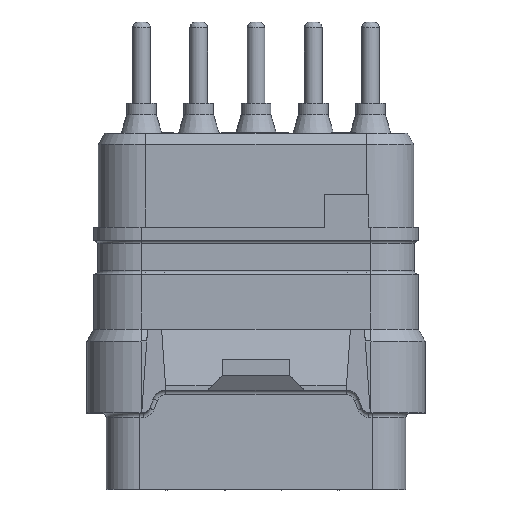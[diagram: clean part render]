
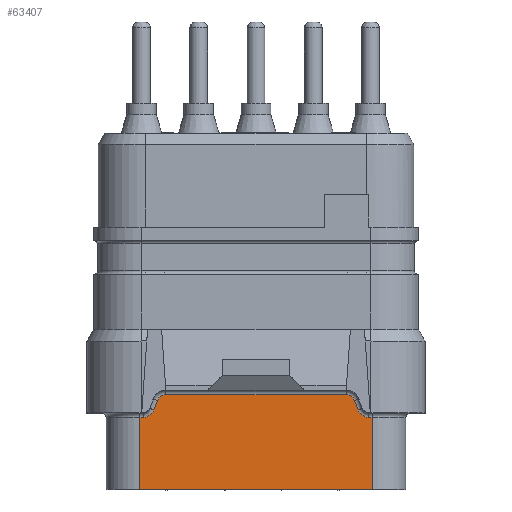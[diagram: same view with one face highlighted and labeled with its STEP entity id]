
A CAD part, top view. The second image highlights one B-rep face of the part: STEP entity #63407.
In plain terms, the highlighted planar face has unit normal (0, 0, 1).
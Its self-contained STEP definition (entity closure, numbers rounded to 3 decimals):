
#9922=DIRECTION('',(-1.,0.,0.));
#9923=VECTOR('',#9922,0.15);
#9924=CARTESIAN_POINT('',(5.15,-1.2,5.775));
#9925=LINE('',#9924,#9923);
#9926=DIRECTION('',(0.,-1.,0.));
#9927=VECTOR('',#9926,3.2);
#9928=CARTESIAN_POINT('',(5.15,-1.2,5.775));
#9929=LINE('',#9928,#9927);
#9930=DIRECTION('',(-1.,0.,0.));
#9931=VECTOR('',#9930,0.15);
#9932=CARTESIAN_POINT('',(-5.,-1.2,5.775));
#9933=LINE('',#9932,#9931);
#9934=CARTESIAN_POINT('',(-5.,-0.7,5.775));
#9935=DIRECTION('',(0.,0.,-1.));
#9936=DIRECTION('',(0.935,-0.354,0.));
#9937=AXIS2_PLACEMENT_3D('',#9934,#9935,#9936);
#9939=DIRECTION('',(-0.354,-0.935,0.));
#9940=VECTOR('',#9939,0.447);
#9941=CARTESIAN_POINT('',(-4.374,-0.459,5.775));
#9942=LINE('',#9941,#9940);
#9943=CARTESIAN_POINT('',(-4.,-0.6,5.775));
#9944=DIRECTION('',(0.,0.,1.));
#9945=DIRECTION('',(0.,1.,0.));
#9946=AXIS2_PLACEMENT_3D('',#9943,#9944,#9945);
#9948=DIRECTION('',(-1.,0.,0.));
#9949=VECTOR('',#9948,8.);
#9950=CARTESIAN_POINT('',(4.,-0.2,5.775));
#9951=LINE('',#9950,#9949);
#9952=CARTESIAN_POINT('',(4.,-0.6,5.775));
#9953=DIRECTION('',(0.,0.,1.));
#9954=DIRECTION('',(0.935,0.354,0.));
#9955=AXIS2_PLACEMENT_3D('',#9952,#9953,#9954);
#9957=DIRECTION('',(-0.354,0.935,0.));
#9958=VECTOR('',#9957,0.447);
#9959=CARTESIAN_POINT('',(4.532,-0.877,5.775));
#9960=LINE('',#9959,#9958);
#9961=CARTESIAN_POINT('',(5.,-0.7,5.775));
#9962=DIRECTION('',(0.,0.,-1.));
#9963=DIRECTION('',(0.,-1.,0.));
#9964=AXIS2_PLACEMENT_3D('',#9961,#9962,#9963);
#10058=DIRECTION('',(0.,-1.,0.));
#10059=VECTOR('',#10058,3.2);
#10060=CARTESIAN_POINT('',(-5.15,-1.2,5.775));
#10061=LINE('',#10060,#10059);
#10085=DIRECTION('',(-1.,0.,0.));
#10086=VECTOR('',#10085,10.3);
#10087=CARTESIAN_POINT('',(5.15,-4.4,5.775));
#10088=LINE('',#10087,#10086);
#40532=CARTESIAN_POINT('',(5.15,-4.4,5.775));
#40533=VERTEX_POINT('',#40532);
#40534=CARTESIAN_POINT('',(-5.15,-4.4,5.775));
#40535=VERTEX_POINT('',#40534);
#40668=CARTESIAN_POINT('',(5.15,-1.2,5.775));
#40669=CARTESIAN_POINT('',(5.,-1.2,5.775));
#40670=VERTEX_POINT('',#40668);
#40671=VERTEX_POINT('',#40669);
#40674=CARTESIAN_POINT('',(4.532,-0.877,5.775));
#40675=VERTEX_POINT('',#40674);
#40678=CARTESIAN_POINT('',(4.374,-0.459,5.775));
#40679=VERTEX_POINT('',#40678);
#40680=CARTESIAN_POINT('',(4.,-0.2,5.775));
#40681=VERTEX_POINT('',#40680);
#40682=CARTESIAN_POINT('',(-4.,-0.2,5.775));
#40683=VERTEX_POINT('',#40682);
#40684=CARTESIAN_POINT('',(-4.374,-0.459,5.775));
#40685=VERTEX_POINT('',#40684);
#40690=CARTESIAN_POINT('',(-4.532,-0.877,5.775));
#40691=VERTEX_POINT('',#40690);
#40694=CARTESIAN_POINT('',(-5.,-1.2,5.775));
#40695=VERTEX_POINT('',#40694);
#40698=CARTESIAN_POINT('',(-5.15,-1.2,5.775));
#40699=VERTEX_POINT('',#40698);
#63385=CARTESIAN_POINT('',(5.15,-1.,5.775));
#63386=DIRECTION('',(0.,0.,1.));
#63387=DIRECTION('',(-1.,0.,0.));
#63388=AXIS2_PLACEMENT_3D('',#63385,#63386,#63387);
#63389=PLANE('',#63388);
#63390=ORIENTED_EDGE('',*,*,#63033,.F.);
#63392=ORIENTED_EDGE('',*,*,#63391,.T.);
#63394=ORIENTED_EDGE('',*,*,#63393,.T.);
#63396=ORIENTED_EDGE('',*,*,#63395,.F.);
#63397=ORIENTED_EDGE('',*,*,#63325,.F.);
#63398=ORIENTED_EDGE('',*,*,#63340,.F.);
#63399=ORIENTED_EDGE('',*,*,#63379,.F.);
#63400=ORIENTED_EDGE('',*,*,#62921,.F.);
#63401=ORIENTED_EDGE('',*,*,#62936,.F.);
#63402=ORIENTED_EDGE('',*,*,#62951,.F.);
#63403=ORIENTED_EDGE('',*,*,#62992,.F.);
#63404=ORIENTED_EDGE('',*,*,#63007,.F.);
#63405=EDGE_LOOP('',(#63390,#63392,#63394,#63396,#63397,#63398,#63399,#63400,
#63401,#63402,#63403,#63404));
#63406=FACE_OUTER_BOUND('',#63405,.F.);
#63407=ADVANCED_FACE('',(#63406),#63389,.T.);
#9938=CIRCLE('',#9937,0.5);
#9947=CIRCLE('',#9946,0.4);
#9956=CIRCLE('',#9955,0.4);
#9965=CIRCLE('',#9964,0.5);
#62921=EDGE_CURVE('',#40683,#40685,#9947,.T.);
#62936=EDGE_CURVE('',#40681,#40683,#9951,.T.);
#62951=EDGE_CURVE('',#40679,#40681,#9956,.T.);
#62992=EDGE_CURVE('',#40675,#40679,#9960,.T.);
#63007=EDGE_CURVE('',#40671,#40675,#9965,.T.);
#63033=EDGE_CURVE('',#40670,#40671,#9925,.T.);
#63325=EDGE_CURVE('',#40695,#40699,#9933,.T.);
#63340=EDGE_CURVE('',#40691,#40695,#9938,.T.);
#63379=EDGE_CURVE('',#40685,#40691,#9942,.T.);
#63391=EDGE_CURVE('',#40670,#40533,#9929,.T.);
#63393=EDGE_CURVE('',#40533,#40535,#10088,.T.);
#63395=EDGE_CURVE('',#40699,#40535,#10061,.T.);
